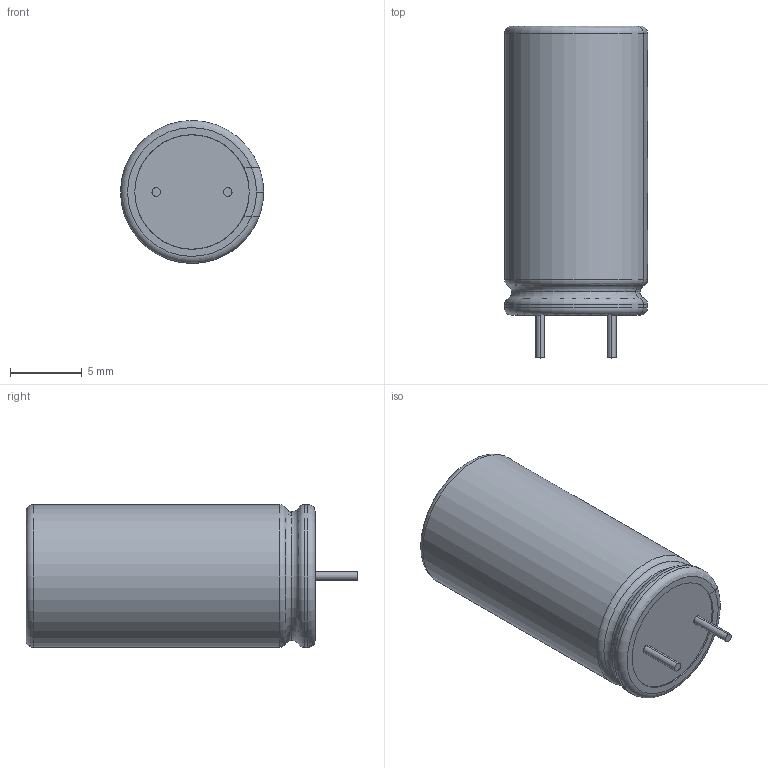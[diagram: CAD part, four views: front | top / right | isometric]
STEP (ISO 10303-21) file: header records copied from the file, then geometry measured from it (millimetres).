
FILE_DESCRIPTION (( 'STEP AP214' ), '1' );
FILE_NAME ('CAP_pol_DIP_D10x20mm.STEP', '2023-04-17T12:21:55', ( 'Elessar' ), ( '' ), 'SwSTEP 2.0', 'SolidWorks 2018', '' );
FILE_SCHEMA (( 'AUTOMOTIVE_DESIGN' ));
Length unit declared in the file: millimetre
Products named in the file (1): CAP_pol_DIP_D10x20mm
Bounding box: 10 x 23.2 x 10 mm (x, y, z)
Volume: 1561.8 mm3; surface area: 802.8 mm2
Topology: 1 solids, 1 shells, 70 faces, 175 edges, 109 vertices
Faces by surface type: torus 32, cylinder 30, plane 8
Entity records: 2516 total; most frequent: CARTESIAN_POINT 487, DIRECTION 392, ORIENTED_EDGE 350, EDGE_CURVE 175, AXIS2_PLACEMENT_3D 172, VERTEX_POINT 109, CIRCLE 101, EDGE_LOOP 72
